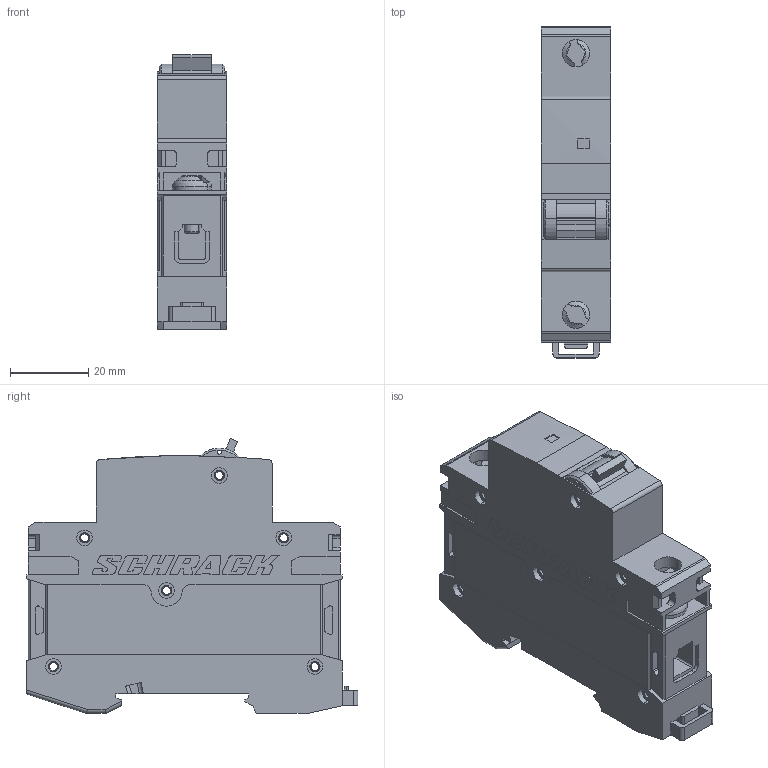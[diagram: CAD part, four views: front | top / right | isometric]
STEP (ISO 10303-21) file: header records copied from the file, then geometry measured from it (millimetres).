
FILE_DESCRIPTION (( 'STEP AP214' ), '1' );
FILE_NAME ('c_am017116--_3d.STEP', '2023-08-30T11:37:42', ( '' ), ( '' ), 'SwSTEP 2.0', 'SolidWorks 2021', '' );
FILE_SCHEMA (( 'AUTOMOTIVE_DESIGN' ));
Length unit declared in the file: millimetre
Products named in the file (3): c_am017116--_3d; AM017116; Small screw
Assembly tree (3 placements, depth 2):
  c_am017116--_3d
    AM017116
    Small screw  x2
Bounding box: 17.8 x 85 x 70.45 mm (x, y, z)
Volume: 657.6 mm3; surface area: 19908.4 mm2
Topology: 2 solids, 3 shells, 803 faces, 2145 edges, 1381 vertices
Faces by surface type: plane 487, cylinder 152, bspline 85, torus 72, cone 7
Entity records: 24536 total; most frequent: CARTESIAN_POINT 5450, ORIENTED_EDGE 4142, DIRECTION 3615, EDGE_CURVE 2071, LINE 1475, VECTOR 1475, VERTEX_POINT 1337, AXIS2_PLACEMENT_3D 1070
